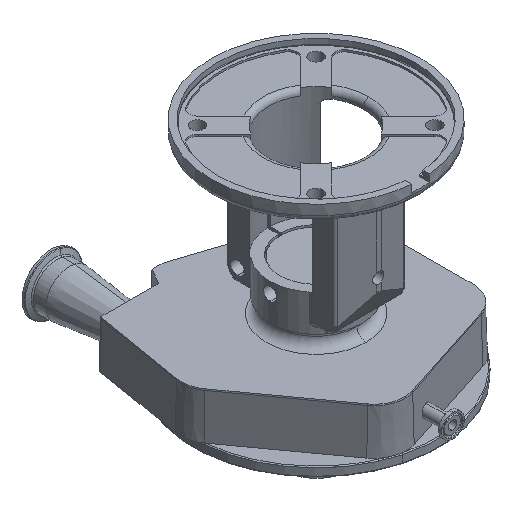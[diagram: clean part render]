
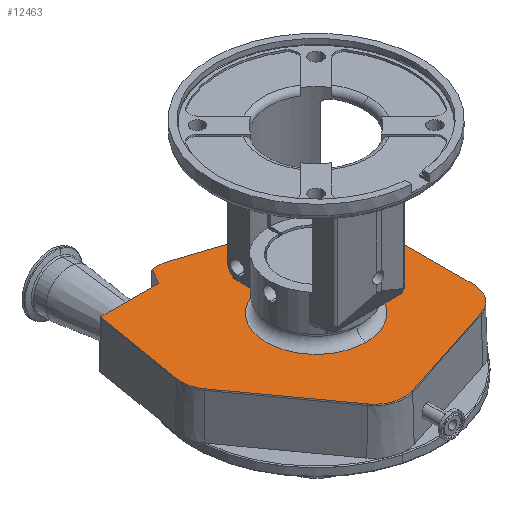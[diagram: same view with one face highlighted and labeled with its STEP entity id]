
A CAD part, isometric view. The second image highlights one B-rep face of the part: STEP entity #12463.
In plain terms, the highlighted planar face has unit normal (0, 0, 1).
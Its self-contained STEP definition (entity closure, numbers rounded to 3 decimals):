
#26 = CARTESIAN_POINT ( 'NONE',  ( 125.679, 78.915, -189. ) ) ;
#187 = CARTESIAN_POINT ( 'NONE',  ( -20.589, -126.348, -189. ) ) ;
#201 = CIRCLE ( 'NONE', #9353, 33.406 ) ;
#291 = EDGE_CURVE ( 'NONE', #2622, #3011, #7722, .T. ) ;
#355 = CARTESIAN_POINT ( 'NONE',  ( 80.395, 58.625, -189. ) ) ;
#586 = VERTEX_POINT ( 'NONE', #6686 ) ;
#1015 = VERTEX_POINT ( 'NONE', #2856 ) ;
#1068 = CIRCLE ( 'NONE', #5316, 33.406 ) ;
#1069 = EDGE_CURVE ( 'NONE', #1444, #1015, #10133, .T. ) ;
#1090 = VERTEX_POINT ( 'NONE', #6501 ) ;
#1160 = CARTESIAN_POINT ( 'NONE',  ( -17.519, 185.115, -189. ) ) ;
#1224 = CARTESIAN_POINT ( 'NONE',  ( -31.752, 130.619, -189. ) ) ;
#1443 = CIRCLE ( 'NONE', #11013, 55. ) ;
#1444 = VERTEX_POINT ( 'NONE', #4889 ) ;
#1464 = DIRECTION ( 'NONE',  ( 0., -1., 0. ) ) ;
#1469 = CARTESIAN_POINT ( 'NONE',  ( 0., 0., -189. ) ) ;
#1580 = CARTESIAN_POINT ( 'NONE',  ( 113.801, 58.683, -189. ) ) ;
#1603 = EDGE_CURVE ( 'NONE', #5198, #9287, #5365, .T. ) ;
#1790 = ORIENTED_EDGE ( 'NONE', *, *, #5360, .F. ) ;
#1794 = AXIS2_PLACEMENT_3D ( 'NONE', #2776, #8288, #5222 ) ;
#1859 = VECTOR ( 'NONE', #7904, 1000. ) ;
#1917 = CARTESIAN_POINT ( 'NONE',  ( -144.448, -21.005, -189. ) ) ;
#1943 = DIRECTION ( 'NONE',  ( 0., -1., 0. ) ) ;
#2043 = LINE ( 'NONE', #11526, #4792 ) ;
#2197 = DIRECTION ( 'NONE',  ( 0., -1., 0. ) ) ;
#2359 = VERTEX_POINT ( 'NONE', #5030 ) ;
#2415 = ORIENTED_EDGE ( 'NONE', *, *, #13695, .T. ) ;
#2502 = VERTEX_POINT ( 'NONE', #187 ) ;
#2622 = VERTEX_POINT ( 'NONE', #1580 ) ;
#2653 = EDGE_LOOP ( 'NONE', ( #5661, #5287 ) ) ;
#2776 = CARTESIAN_POINT ( 'NONE',  ( -105.628, 8.87, -189. ) ) ;
#2791 = DIRECTION ( 'NONE',  ( 0., -1., 0. ) ) ;
#2793 = VERTEX_POINT ( 'NONE', #10984 ) ;
#2856 = CARTESIAN_POINT ( 'NONE',  ( -132.709, -10.69, -189. ) ) ;
#3011 = VERTEX_POINT ( 'NONE', #11231 ) ;
#3093 = CARTESIAN_POINT ( 'NONE',  ( -139.035, 8.87, -189. ) ) ;
#3170 = EDGE_CURVE ( 'NONE', #1015, #8398, #13598, .T. ) ;
#3600 = ORIENTED_EDGE ( 'NONE', *, *, #7588, .F. ) ;
#3957 = DIRECTION ( 'NONE',  ( 0., 0., 1. ) ) ;
#4005 = EDGE_CURVE ( 'NONE', #8398, #4490, #6273, .T. ) ;
#4177 = EDGE_CURVE ( 'NONE', #12651, #6322, #9604, .T. ) ;
#4198 = VECTOR ( 'NONE', #6196, 1000. ) ;
#4405 = DIRECTION ( 'NONE',  ( 0., -1., 0. ) ) ;
#4424 = ORIENTED_EDGE ( 'NONE', *, *, #291, .F. ) ;
#4490 = VERTEX_POINT ( 'NONE', #7728 ) ;
#4566 = DIRECTION ( 'NONE',  ( 0.002, -1., 0. ) ) ;
#4612 = DIRECTION ( 'NONE',  ( 0., 0., -1. ) ) ;
#4792 = VECTOR ( 'NONE', #7517, 1000. ) ;
#4889 = CARTESIAN_POINT ( 'NONE',  ( -57.994, -114.136, -189. ) ) ;
#4971 = DIRECTION ( 'NONE',  ( -0.586, 0.811, 0. ) ) ;
#5003 = ORIENTED_EDGE ( 'NONE', *, *, #13431, .F. ) ;
#5030 = CARTESIAN_POINT ( 'NONE',  ( 90.922, -90.115, -189. ) ) ;
#5094 = CARTESIAN_POINT ( 'NONE',  ( 0., -55., -189. ) ) ;
#5130 = DIRECTION ( 'NONE',  ( 0., 0., -1. ) ) ;
#5149 = VECTOR ( 'NONE', #8712, 1000. ) ;
#5198 = VERTEX_POINT ( 'NONE', #10872 ) ;
#5222 = DIRECTION ( 'NONE',  ( 0., -1., 0. ) ) ;
#5249 = CARTESIAN_POINT ( 'NONE',  ( -117.56, 111.911, -189. ) ) ;
#5287 = ORIENTED_EDGE ( 'NONE', *, *, #13549, .F. ) ;
#5316 = AXIS2_PLACEMENT_3D ( 'NONE', #9743, #7873, #6766 ) ;
#5360 = EDGE_CURVE ( 'NONE', #5198, #12651, #201, .T. ) ;
#5365 = LINE ( 'NONE', #1160, #12549 ) ;
#5661 = ORIENTED_EDGE ( 'NONE', *, *, #7422, .F. ) ;
#5975 = ORIENTED_EDGE ( 'NONE', *, *, #10111, .F. ) ;
#6189 = LINE ( 'NONE', #10427, #1859 ) ;
#6196 = DIRECTION ( 'NONE',  ( 0.164, 0.987, 0. ) ) ;
#6273 = CIRCLE ( 'NONE', #1794, 33.406 ) ;
#6322 = VERTEX_POINT ( 'NONE', #9498 ) ;
#6338 = CIRCLE ( 'NONE', #11660, 55. ) ;
#6501 = CARTESIAN_POINT ( 'NONE',  ( 0., 55., -189. ) ) ;
#6585 = CARTESIAN_POINT ( 'NONE',  ( 0., 0., -189. ) ) ;
#6686 = CARTESIAN_POINT ( 'NONE',  ( -121.194, 115., -189. ) ) ;
#6766 = DIRECTION ( 'NONE',  ( 0., -1., 0. ) ) ;
#6870 = DIRECTION ( 'NONE',  ( 0., -1., 0. ) ) ;
#7007 = DIRECTION ( 'NONE',  ( 0., 0., 1. ) ) ;
#7024 = CARTESIAN_POINT ( 'NONE',  ( -58., 115., -189. ) ) ;
#7050 = CARTESIAN_POINT ( 'NONE',  ( 0., 175., -189. ) ) ;
#7217 = ORIENTED_EDGE ( 'NONE', *, *, #3170, .F. ) ;
#7422 = EDGE_CURVE ( 'NONE', #9718, #1090, #1443, .T. ) ;
#7517 = DIRECTION ( 'NONE',  ( -0.951, -0.309, 0. ) ) ;
#7588 = EDGE_CURVE ( 'NONE', #2502, #1444, #10151, .T. ) ;
#7596 = DIRECTION ( 'NONE',  ( 0., 0., -1. ) ) ;
#7624 = AXIS2_PLACEMENT_3D ( 'NONE', #8492, #7596, #2197 ) ;
#7722 = LINE ( 'NONE', #12073, #10292 ) ;
#7728 = CARTESIAN_POINT ( 'NONE',  ( -138.584, 14.338, -189. ) ) ;
#7867 = AXIS2_PLACEMENT_3D ( 'NONE', #7050, #3957, #10232 ) ;
#7873 = DIRECTION ( 'NONE',  ( 0., 0., -1. ) ) ;
#7904 = DIRECTION ( 'NONE',  ( -1., 0., 0. ) ) ;
#8082 = PLANE ( 'NONE',  #7867 ) ;
#8148 = CARTESIAN_POINT ( 'NONE',  ( -42.176, 98.881, -189. ) ) ;
#8288 = DIRECTION ( 'NONE',  ( 0., 0., -1. ) ) ;
#8398 = VERTEX_POINT ( 'NONE', #3093 ) ;
#8492 = CARTESIAN_POINT ( 'NONE',  ( -105.628, 8.87, -189. ) ) ;
#8712 = DIRECTION ( 'NONE',  ( 0.95, -0.312, 0. ) ) ;
#9006 = AXIS2_PLACEMENT_3D ( 'NONE', #5249, #10670, #1943 ) ;
#9143 = CARTESIAN_POINT ( 'NONE',  ( -30.912, -94.576, -189. ) ) ;
#9287 = VERTEX_POINT ( 'NONE', #7024 ) ;
#9353 = AXIS2_PLACEMENT_3D ( 'NONE', #8148, #5130, #12582 ) ;
#9396 = ORIENTED_EDGE ( 'NONE', *, *, #11907, .F. ) ;
#9424 = ORIENTED_EDGE ( 'NONE', *, *, #4177, .F. ) ;
#9498 = CARTESIAN_POINT ( 'NONE',  ( 90.819, 90.363, -189. ) ) ;
#9604 = LINE ( 'NONE', #26, #5149 ) ;
#9612 = DIRECTION ( 'NONE',  ( -0.5, -0.866, 0. ) ) ;
#9631 = DIRECTION ( 'NONE',  ( 0., 0., 1. ) ) ;
#9708 = ORIENTED_EDGE ( 'NONE', *, *, #1603, .T. ) ;
#9718 = VERTEX_POINT ( 'NONE', #5094 ) ;
#9743 = CARTESIAN_POINT ( 'NONE',  ( 80.599, -58.344, -189. ) ) ;
#10111 = EDGE_CURVE ( 'NONE', #2359, #2502, #2043, .T. ) ;
#10133 = LINE ( 'NONE', #12273, #13634 ) ;
#10151 = CIRCLE ( 'NONE', #10587, 33.406 ) ;
#10232 = DIRECTION ( 'NONE',  ( 0., -1., 0. ) ) ;
#10292 = VECTOR ( 'NONE', #4566, 1000. ) ;
#10295 = FACE_OUTER_BOUND ( 'NONE', #13238, .T. ) ;
#10322 = CIRCLE ( 'NONE', #12323, 33.406 ) ;
#10427 = CARTESIAN_POINT ( 'NONE',  ( 0., 115., -189. ) ) ;
#10520 = ORIENTED_EDGE ( 'NONE', *, *, #13518, .F. ) ;
#10587 = AXIS2_PLACEMENT_3D ( 'NONE', #9143, #12199, #6870 ) ;
#10670 = DIRECTION ( 'NONE',  ( 0., 0., -1. ) ) ;
#10872 = CARTESIAN_POINT ( 'NONE',  ( -48.352, 131.711, -189. ) ) ;
#10984 = CARTESIAN_POINT ( 'NONE',  ( -122.265, 112.692, -189. ) ) ;
#11013 = AXIS2_PLACEMENT_3D ( 'NONE', #1469, #7007, #2791 ) ;
#11231 = CARTESIAN_POINT ( 'NONE',  ( 114.005, -58.286, -189. ) ) ;
#11526 = CARTESIAN_POINT ( 'NONE',  ( 90.922, -90.115, -189. ) ) ;
#11580 = ORIENTED_EDGE ( 'NONE', *, *, #1069, .F. ) ;
#11611 = LINE ( 'NONE', #1917, #4198 ) ;
#11660 = AXIS2_PLACEMENT_3D ( 'NONE', #6585, #9631, #4405 ) ;
#11823 = EDGE_CURVE ( 'NONE', #4490, #2793, #11611, .T. ) ;
#11907 = EDGE_CURVE ( 'NONE', #3011, #2359, #1068, .T. ) ;
#12073 = CARTESIAN_POINT ( 'NONE',  ( 114.005, -58.286, -189. ) ) ;
#12199 = DIRECTION ( 'NONE',  ( 0., 0., -1. ) ) ;
#12273 = CARTESIAN_POINT ( 'NONE',  ( -36.962, -143.255, -189. ) ) ;
#12323 = AXIS2_PLACEMENT_3D ( 'NONE', #355, #4612, #1464 ) ;
#12463 = ADVANCED_FACE ( 'NONE', ( #13348, #10295 ), #8082, .T. ) ;
#12549 = VECTOR ( 'NONE', #9612, 1000. ) ;
#12582 = DIRECTION ( 'NONE',  ( 0., -1., 0. ) ) ;
#12651 = VERTEX_POINT ( 'NONE', #1224 ) ;
#13238 = EDGE_LOOP ( 'NONE', ( #1790, #9708, #2415, #5003, #13410, #13512, #7217, #11580, #3600, #5975, #9396, #4424, #10520, #9424 ) ) ;
#13348 = FACE_BOUND ( 'NONE', #2653, .T. ) ;
#13410 = ORIENTED_EDGE ( 'NONE', *, *, #11823, .F. ) ;
#13422 = CIRCLE ( 'NONE', #9006, 4.77 ) ;
#13431 = EDGE_CURVE ( 'NONE', #2793, #586, #13422, .T. ) ;
#13512 = ORIENTED_EDGE ( 'NONE', *, *, #4005, .F. ) ;
#13518 = EDGE_CURVE ( 'NONE', #6322, #2622, #10322, .T. ) ;
#13549 = EDGE_CURVE ( 'NONE', #1090, #9718, #6338, .T. ) ;
#13598 = CIRCLE ( 'NONE', #7624, 33.406 ) ;
#13634 = VECTOR ( 'NONE', #4971, 1000. ) ;
#13695 = EDGE_CURVE ( 'NONE', #9287, #586, #6189, .T. ) ;
